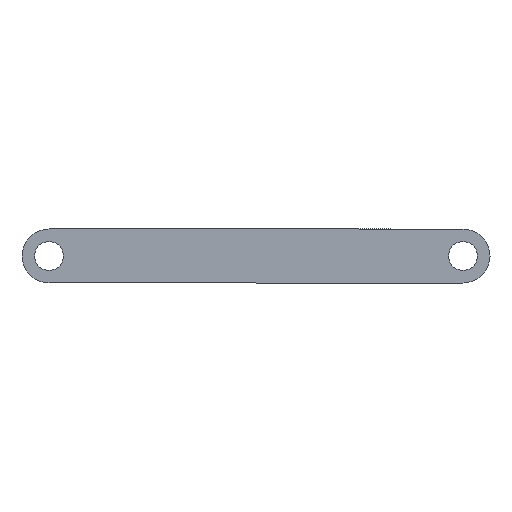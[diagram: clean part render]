
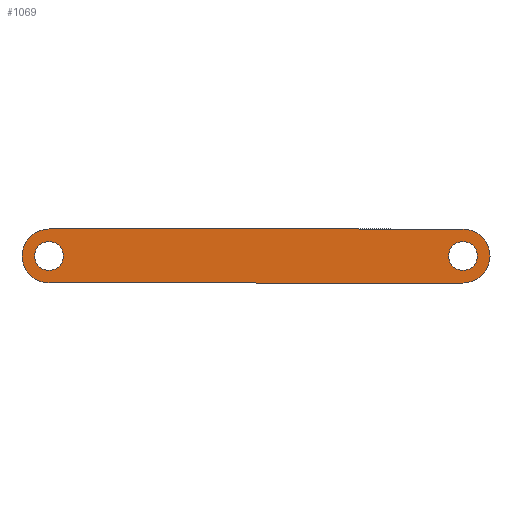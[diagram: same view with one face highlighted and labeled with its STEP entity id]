
A CAD part, front view. The second image highlights one B-rep face of the part: STEP entity #1069.
In plain terms, the highlighted planar face has unit normal (0, -1, 0).
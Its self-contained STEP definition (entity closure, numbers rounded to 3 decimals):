
#36 = EDGE_CURVE ( 'NONE', #959, #802, #191, .T. ) ;
#46 = VECTOR ( 'NONE', #1230, 1000. ) ;
#76 = DIRECTION ( 'NONE',  ( 0., 0., -1. ) ) ;
#95 = DIRECTION ( 'NONE',  ( 0., 0., -1. ) ) ;
#101 = ORIENTED_EDGE ( 'NONE', *, *, #1398, .T. ) ;
#104 = CIRCLE ( 'NONE', #404, 3. ) ;
#138 = AXIS2_PLACEMENT_3D ( 'NONE', #776, #556, #1310 ) ;
#142 = CARTESIAN_POINT ( 'NONE',  ( -23., 0., 1.6 ) ) ;
#166 = CARTESIAN_POINT ( 'NONE',  ( -23., 0., 0. ) ) ;
#191 = CIRCLE ( 'NONE', #878, 3. ) ;
#229 = CARTESIAN_POINT ( 'NONE',  ( -23., 0., -3. ) ) ;
#245 = CARTESIAN_POINT ( 'NONE',  ( 26., 0., 3. ) ) ;
#246 = ORIENTED_EDGE ( 'NONE', *, *, #305, .T. ) ;
#248 = DIRECTION ( 'NONE',  ( 0., 0., -1. ) ) ;
#262 = DIRECTION ( 'NONE',  ( 0., 0., -1. ) ) ;
#263 = DIRECTION ( 'NONE',  ( 0., 0., 1. ) ) ;
#268 = ORIENTED_EDGE ( 'NONE', *, *, #873, .T. ) ;
#285 = CARTESIAN_POINT ( 'NONE',  ( 23., 0., 0. ) ) ;
#292 = FACE_BOUND ( 'NONE', #781, .T. ) ;
#305 = EDGE_CURVE ( 'NONE', #1216, #603, #999, .T. ) ;
#324 = ORIENTED_EDGE ( 'NONE', *, *, #1361, .F. ) ;
#326 = FACE_BOUND ( 'NONE', #975, .T. ) ;
#367 = EDGE_CURVE ( 'NONE', #493, #1334, #696, .T. ) ;
#391 = ORIENTED_EDGE ( 'NONE', *, *, #553, .T. ) ;
#394 = DIRECTION ( 'NONE',  ( 0., 1., 0. ) ) ;
#400 = DIRECTION ( 'NONE',  ( 0., 1., 0. ) ) ;
#404 = AXIS2_PLACEMENT_3D ( 'NONE', #1097, #1000, #95 ) ;
#407 = DIRECTION ( 'NONE',  ( 0., 0., 1. ) ) ;
#415 = EDGE_CURVE ( 'NONE', #879, #494, #1273, .T. ) ;
#429 = CARTESIAN_POINT ( 'NONE',  ( 0., 0., 0. ) ) ;
#440 = ORIENTED_EDGE ( 'NONE', *, *, #415, .T. ) ;
#453 = CARTESIAN_POINT ( 'NONE',  ( 26., 0., 0. ) ) ;
#482 = CIRCLE ( 'NONE', #599, 3. ) ;
#493 = VERTEX_POINT ( 'NONE', #1304 ) ;
#494 = VERTEX_POINT ( 'NONE', #1181 ) ;
#496 = DIRECTION ( 'NONE',  ( 0., 0., 1. ) ) ;
#553 = EDGE_CURVE ( 'NONE', #603, #686, #104, .T. ) ;
#556 = DIRECTION ( 'NONE',  ( 0., 1., 0. ) ) ;
#582 = DIRECTION ( 'NONE',  ( 0., -1., 0. ) ) ;
#593 = CARTESIAN_POINT ( 'NONE',  ( 23., 0., 0. ) ) ;
#599 = AXIS2_PLACEMENT_3D ( 'NONE', #1133, #582, #248 ) ;
#600 = EDGE_CURVE ( 'NONE', #494, #879, #1245, .T. ) ;
#603 = VERTEX_POINT ( 'NONE', #877 ) ;
#625 = CARTESIAN_POINT ( 'NONE',  ( -23., 0., 0. ) ) ;
#642 = VERTEX_POINT ( 'NONE', #1319 ) ;
#646 = ORIENTED_EDGE ( 'NONE', *, *, #600, .T. ) ;
#669 = AXIS2_PLACEMENT_3D ( 'NONE', #703, #1231, #918 ) ;
#670 = CARTESIAN_POINT ( 'NONE',  ( -23., 0., 3. ) ) ;
#685 = CARTESIAN_POINT ( 'NONE',  ( 26., 0., -3. ) ) ;
#686 = VERTEX_POINT ( 'NONE', #229 ) ;
#696 = CIRCLE ( 'NONE', #829, 1.6 ) ;
#703 = CARTESIAN_POINT ( 'NONE',  ( -23., 0., 0. ) ) ;
#747 = AXIS2_PLACEMENT_3D ( 'NONE', #285, #1064, #407 ) ;
#776 = CARTESIAN_POINT ( 'NONE',  ( 23., 0., 0. ) ) ;
#781 = EDGE_LOOP ( 'NONE', ( #101, #906 ) ) ;
#802 = VERTEX_POINT ( 'NONE', #453 ) ;
#829 = AXIS2_PLACEMENT_3D ( 'NONE', #625, #400, #496 ) ;
#873 = EDGE_CURVE ( 'NONE', #802, #642, #482, .T. ) ;
#877 = CARTESIAN_POINT ( 'NONE',  ( -26., 0., 0. ) ) ;
#878 = AXIS2_PLACEMENT_3D ( 'NONE', #593, #1258, #262 ) ;
#879 = VERTEX_POINT ( 'NONE', #1030 ) ;
#901 = DIRECTION ( 'NONE',  ( 1., 0., 0. ) ) ;
#906 = ORIENTED_EDGE ( 'NONE', *, *, #367, .T. ) ;
#918 = DIRECTION ( 'NONE',  ( 0., 0., -1. ) ) ;
#959 = VERTEX_POINT ( 'NONE', #1066 ) ;
#975 = EDGE_LOOP ( 'NONE', ( #440, #646 ) ) ;
#988 = PLANE ( 'NONE',  #997 ) ;
#997 = AXIS2_PLACEMENT_3D ( 'NONE', #429, #1072, #76 ) ;
#999 = CIRCLE ( 'NONE', #669, 3. ) ;
#1000 = DIRECTION ( 'NONE',  ( 0., -1., 0. ) ) ;
#1010 = EDGE_LOOP ( 'NONE', ( #324, #1236, #268, #1127, #246, #391 ) ) ;
#1030 = CARTESIAN_POINT ( 'NONE',  ( 23., 0., 1.6 ) ) ;
#1031 = AXIS2_PLACEMENT_3D ( 'NONE', #166, #394, #263 ) ;
#1054 = VECTOR ( 'NONE', #901, 1000. ) ;
#1064 = DIRECTION ( 'NONE',  ( 0., 1., 0. ) ) ;
#1066 = CARTESIAN_POINT ( 'NONE',  ( 23., 0., -3. ) ) ;
#1069 = ADVANCED_FACE ( 'NONE', ( #326, #292, #1435 ), #988, .T. ) ;
#1072 = DIRECTION ( 'NONE',  ( 0., -1., 0. ) ) ;
#1073 = LINE ( 'NONE', #245, #1054 ) ;
#1097 = CARTESIAN_POINT ( 'NONE',  ( -23., 0., 0. ) ) ;
#1114 = LINE ( 'NONE', #685, #46 ) ;
#1127 = ORIENTED_EDGE ( 'NONE', *, *, #1330, .F. ) ;
#1133 = CARTESIAN_POINT ( 'NONE',  ( 23., 0., 0. ) ) ;
#1136 = CIRCLE ( 'NONE', #1031, 1.6 ) ;
#1181 = CARTESIAN_POINT ( 'NONE',  ( 23., 0., -1.6 ) ) ;
#1216 = VERTEX_POINT ( 'NONE', #670 ) ;
#1230 = DIRECTION ( 'NONE',  ( -1., 0., 0. ) ) ;
#1231 = DIRECTION ( 'NONE',  ( 0., -1., 0. ) ) ;
#1236 = ORIENTED_EDGE ( 'NONE', *, *, #36, .T. ) ;
#1245 = CIRCLE ( 'NONE', #138, 1.6 ) ;
#1258 = DIRECTION ( 'NONE',  ( 0., -1., 0. ) ) ;
#1273 = CIRCLE ( 'NONE', #747, 1.6 ) ;
#1304 = CARTESIAN_POINT ( 'NONE',  ( -23., 0., -1.6 ) ) ;
#1310 = DIRECTION ( 'NONE',  ( 0., 0., 1. ) ) ;
#1319 = CARTESIAN_POINT ( 'NONE',  ( 23., 0., 3. ) ) ;
#1330 = EDGE_CURVE ( 'NONE', #1216, #642, #1073, .T. ) ;
#1334 = VERTEX_POINT ( 'NONE', #142 ) ;
#1361 = EDGE_CURVE ( 'NONE', #959, #686, #1114, .T. ) ;
#1398 = EDGE_CURVE ( 'NONE', #1334, #493, #1136, .T. ) ;
#1435 = FACE_OUTER_BOUND ( 'NONE', #1010, .T. ) ;
